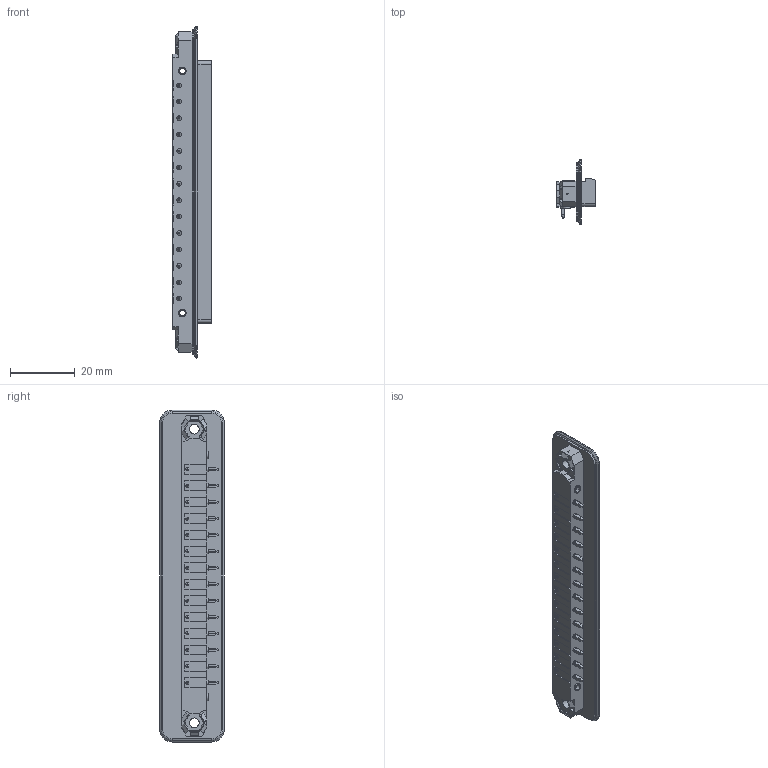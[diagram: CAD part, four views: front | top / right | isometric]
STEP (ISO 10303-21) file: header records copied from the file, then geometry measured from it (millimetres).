
FILE_DESCRIPTION(('STEP AP214'),'1');
FILE_NAME('1899100.stp','2016-07-05T05:32:05',('TraceParts'),('TraceParts S.A.'),'Spatial InterOp 3D',' ',' ');
FILE_SCHEMA(('automotive_design'));
Length unit declared in the file: millimetre
Products named in the file (1): dfk-mstba_2.5-14-gf-5.08|1#dfk-mstba_2.5-14-gf-5.08;dfk-mstba_2.5-14-gf-5.08
Bounding box: 12 x 20.07 x 102.75 mm (x, y, z)
Volume: 6312.3 mm3; surface area: 8841.1 mm2
Topology: 1 solids, 1 shells, 1371 faces, 3072 edges, 1812 vertices
Faces by surface type: plane 1106, cylinder 153, sphere 56, cone 36, torus 20
Entity records: 48348 total; most frequent: CARTESIAN_POINT 6592, DIRECTION 6526, ORIENTED_EDGE 6144, EDGE_CURVE 3072, LINE 2306, VECTOR 2306, AXIS2_PLACEMENT_3D 2110, VERTEX_POINT 1812
